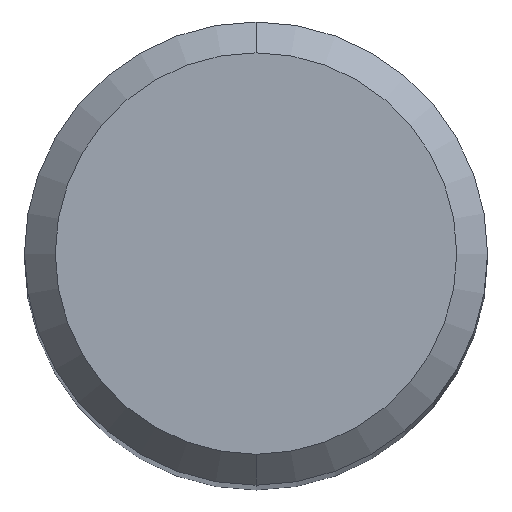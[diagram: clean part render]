
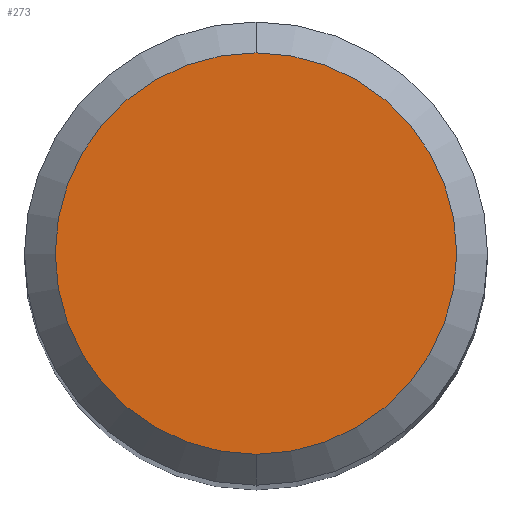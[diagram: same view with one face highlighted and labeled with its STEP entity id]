
A CAD part, top view. The second image highlights one B-rep face of the part: STEP entity #273.
In plain terms, the highlighted planar face has unit normal (0, 0, 1).
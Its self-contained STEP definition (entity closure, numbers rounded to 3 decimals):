
#161=VERTEX_POINT('',#436);
#183=EDGE_CURVE('',#215,#161,#459,.T.);
#215=VERTEX_POINT('',#499);
#223=EDGE_CURVE('',#161,#215,#508,.T.);
#273=ADVANCED_FACE('',(#561),#562,.T.);
#436=CARTESIAN_POINT('',(0.0,2.6,0.0));
#459=CIRCLE('',#807,2.6);
#499=CARTESIAN_POINT('',(0.,-2.6,0.0));
#508=CIRCLE('',#939,2.6);
#561=FACE_OUTER_BOUND('',#1037,.T.);
#562=PLANE('',#1038);
#807=AXIS2_PLACEMENT_3D('',#1324,#1325,#1326);
#939=AXIS2_PLACEMENT_3D('',#1394,#1395,#1396);
#1037=EDGE_LOOP('',(#1445,#1446));
#1038=AXIS2_PLACEMENT_3D('',#1447,#1448,#1449);
#1324=CARTESIAN_POINT('',(0.0,0.0,0.0));
#1325=DIRECTION('',(0.0,0.0,-1.0));
#1326=DIRECTION('',(0.0,1.0,0.0));
#1394=CARTESIAN_POINT('',(0.0,0.0,0.0));
#1395=DIRECTION('',(0.0,0.0,-1.0));
#1396=DIRECTION('',(0.0,1.0,0.0));
#1445=ORIENTED_EDGE('',*,*,#223,.F.);
#1446=ORIENTED_EDGE('',*,*,#183,.F.);
#1447=CARTESIAN_POINT('',(0.0,1.3,0.0));
#1448=DIRECTION('',(-0.0,0.0,1.0));
#1449=DIRECTION('',(0.0,-1.0,0.0));
